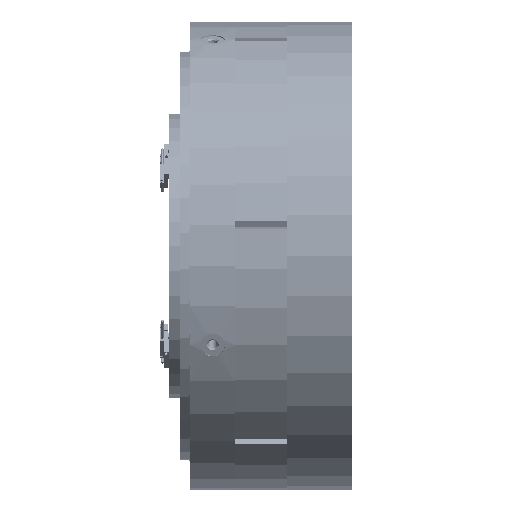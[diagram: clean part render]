
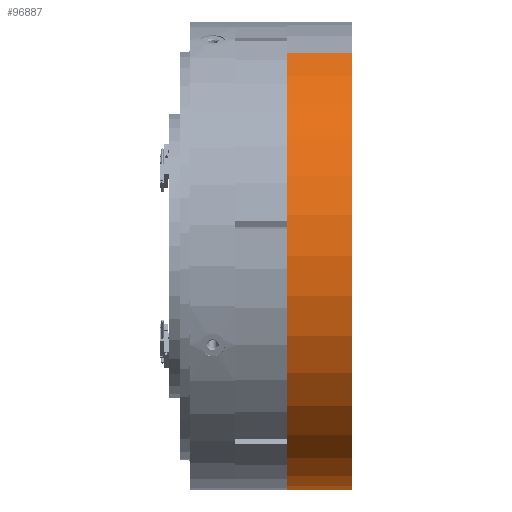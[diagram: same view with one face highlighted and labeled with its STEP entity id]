
A CAD part, top view. The second image highlights one B-rep face of the part: STEP entity #96887.
In plain terms, the highlighted cylindrical face has radius 360 mm (diameter 720 mm), a partial arc.
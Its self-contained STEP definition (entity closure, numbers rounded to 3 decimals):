
#2080 = CARTESIAN_POINT ( 'NONE',  ( 151.02, 311.769, 180. ) ) ;
#3255 = CARTESIAN_POINT ( 'NONE',  ( 251.02, 0., 0. ) ) ;
#12125 = AXIS2_PLACEMENT_3D ( 'NONE', #138319, #81628, #53453 ) ;
#17541 = CARTESIAN_POINT ( 'NONE',  ( 251.02, -311.769, -180. ) ) ;
#30440 = VERTEX_POINT ( 'NONE', #2080 ) ;
#38550 = AXIS2_PLACEMENT_3D ( 'NONE', #127317, #156505, #55553 ) ;
#48406 = ORIENTED_EDGE ( 'NONE', *, *, #105780, .T. ) ;
#50854 = LINE ( 'NONE', #111005, #160160 ) ;
#53453 = DIRECTION ( 'NONE',  ( 0., -0.866, -0.5 ) ) ;
#53474 = DIRECTION ( 'NONE',  ( 1., 0., 0. ) ) ;
#55553 = DIRECTION ( 'NONE',  ( 0., -0.866, -0.5 ) ) ;
#56195 = FACE_OUTER_BOUND ( 'NONE', #106316, .T. ) ;
#59603 = CARTESIAN_POINT ( 'NONE',  ( 146.02, -311.769, -180. ) ) ;
#68055 = AXIS2_PLACEMENT_3D ( 'NONE', #3255, #159705, #103731 ) ;
#69962 = VERTEX_POINT ( 'NONE', #17541 ) ;
#81628 = DIRECTION ( 'NONE',  ( 1., 0., 0. ) ) ;
#82721 = ORIENTED_EDGE ( 'NONE', *, *, #92498, .T. ) ;
#84983 = CARTESIAN_POINT ( 'NONE',  ( 251.02, 311.769, 180. ) ) ;
#90405 = DIRECTION ( 'NONE',  ( 1., 0., 0. ) ) ;
#92498 = EDGE_CURVE ( 'NONE', #113886, #69962, #160077, .T. ) ;
#96887 = ADVANCED_FACE ( 'NONE', ( #56195 ), #109821, .T. ) ;
#100863 = EDGE_CURVE ( 'NONE', #30440, #169033, #50854, .T. ) ;
#103731 = DIRECTION ( 'NONE',  ( 0., -0.866, -0.5 ) ) ;
#105780 = EDGE_CURVE ( 'NONE', #30440, #113886, #156654, .T. ) ;
#106316 = EDGE_LOOP ( 'NONE', ( #114018, #48406, #82721, #173099 ) ) ;
#109821 = CYLINDRICAL_SURFACE ( 'NONE', #38550, 360. ) ;
#111005 = CARTESIAN_POINT ( 'NONE',  ( 146.02, 311.769, 180. ) ) ;
#113886 = VERTEX_POINT ( 'NONE', #134030 ) ;
#114018 = ORIENTED_EDGE ( 'NONE', *, *, #100863, .F. ) ;
#127317 = CARTESIAN_POINT ( 'NONE',  ( 146.02, 0., 0. ) ) ;
#134030 = CARTESIAN_POINT ( 'NONE',  ( 151.02, -311.769, -180. ) ) ;
#138319 = CARTESIAN_POINT ( 'NONE',  ( 151.02, 0., 0. ) ) ;
#156505 = DIRECTION ( 'NONE',  ( 1., 0., 0. ) ) ;
#156654 = CIRCLE ( 'NONE', #12125, 360. ) ;
#159705 = DIRECTION ( 'NONE',  ( -1., 0., 0. ) ) ;
#160077 = LINE ( 'NONE', #59603, #177973 ) ;
#160160 = VECTOR ( 'NONE', #53474, 1000. ) ;
#169033 = VERTEX_POINT ( 'NONE', #84983 ) ;
#173099 = ORIENTED_EDGE ( 'NONE', *, *, #180211, .T. ) ;
#176103 = CIRCLE ( 'NONE', #68055, 360. ) ;
#177973 = VECTOR ( 'NONE', #90405, 1000. ) ;
#180211 = EDGE_CURVE ( 'NONE', #69962, #169033, #176103, .T. ) ;
